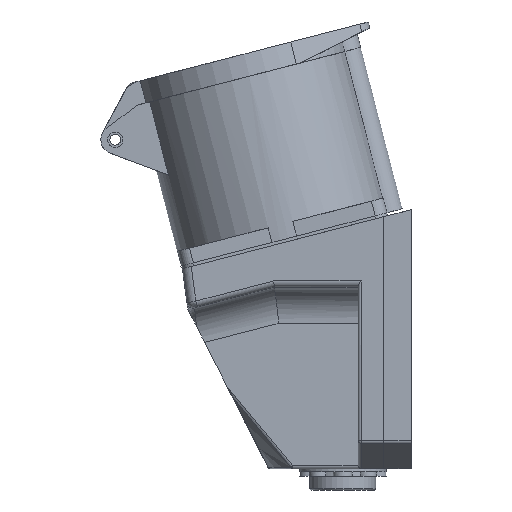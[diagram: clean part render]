
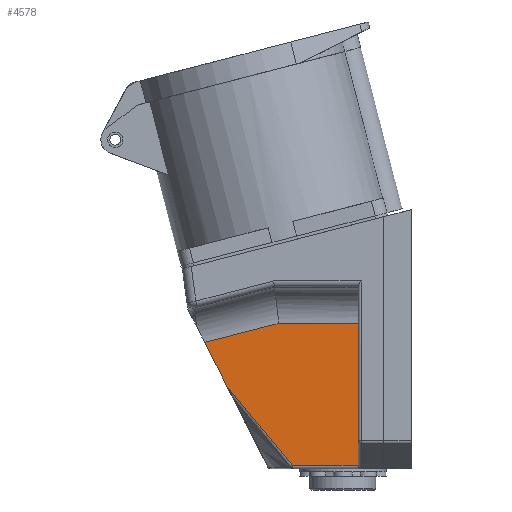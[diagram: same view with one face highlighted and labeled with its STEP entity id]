
A CAD part, left-side view. The second image highlights one B-rep face of the part: STEP entity #4578.
In plain terms, the highlighted planar face has unit normal (-1, 0, 0).
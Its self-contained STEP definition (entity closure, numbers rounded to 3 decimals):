
#279 = DIRECTION ( 'NONE',  ( 0., 1., 0. ) ) ;
#359 = VECTOR ( 'NONE', #4383, 1000. ) ;
#378 = PLANE ( 'NONE',  #14094 ) ;
#912 = ORIENTED_EDGE ( 'NONE', *, *, #1811, .F. ) ;
#1009 = DIRECTION ( 'NONE',  ( 0., -1., 0. ) ) ;
#1011 = CARTESIAN_POINT ( 'NONE',  ( -22.5, 60.83, -15.471 ) ) ;
#1811 = EDGE_CURVE ( 'NONE', #8843, #6069, #5843, .T. ) ;
#2031 = LINE ( 'NONE', #6682, #359 ) ;
#3649 = ORIENTED_EDGE ( 'NONE', *, *, #11362, .F. ) ;
#3839 = ORIENTED_EDGE ( 'NONE', *, *, #5135, .T. ) ;
#3923 = EDGE_CURVE ( 'NONE', #14927, #8414, #7528, .T. ) ;
#4094 = DIRECTION ( 'NONE',  ( 0., 0., 1. ) ) ;
#4356 = VERTEX_POINT ( 'NONE', #1011 ) ;
#4383 = DIRECTION ( 'NONE',  ( 0., 0., 1. ) ) ;
#4477 = ORIENTED_EDGE ( 'NONE', *, *, #3923, .F. ) ;
#4578 = ADVANCED_FACE ( 'NONE', ( #9604 ), #378, .T. ) ;
#4584 = VECTOR ( 'NONE', #10479, 1000. ) ;
#5135 = EDGE_CURVE ( 'NONE', #14927, #4356, #8168, .T. ) ;
#5137 = DIRECTION ( 'NONE',  ( 0., -0.968, 0.25 ) ) ;
#5532 = DIRECTION ( 'NONE',  ( 0., 0.638, 0.77 ) ) ;
#5545 = ORIENTED_EDGE ( 'NONE', *, *, #11359, .T. ) ;
#5843 = LINE ( 'NONE', #9501, #12847 ) ;
#6069 = VERTEX_POINT ( 'NONE', #10697 ) ;
#6292 = CARTESIAN_POINT ( 'NONE',  ( -22.5, 42.118, 5.631 ) ) ;
#6682 = CARTESIAN_POINT ( 'NONE',  ( -22.5, 17.5, -42.75 ) ) ;
#7324 = DIRECTION ( 'NONE',  ( -1., 0., 0. ) ) ;
#7528 = LINE ( 'NONE', #6292, #9444 ) ;
#7573 = EDGE_CURVE ( 'NONE', #8414, #8823, #9030, .T. ) ;
#8168 = LINE ( 'NONE', #13959, #4584 ) ;
#8414 = VERTEX_POINT ( 'NONE', #10538 ) ;
#8823 = VERTEX_POINT ( 'NONE', #12865 ) ;
#8843 = VERTEX_POINT ( 'NONE', #10200 ) ;
#9030 = LINE ( 'NONE', #11193, #12498 ) ;
#9051 = LINE ( 'NONE', #10205, #12796 ) ;
#9444 = VECTOR ( 'NONE', #5137, 1000. ) ;
#9501 = CARTESIAN_POINT ( 'NONE',  ( -22.5, 38.843, -41.75 ) ) ;
#9604 = FACE_OUTER_BOUND ( 'NONE', #14215, .T. ) ;
#10200 = CARTESIAN_POINT ( 'NONE',  ( -22.5, 17.5, -41.75 ) ) ;
#10205 = CARTESIAN_POINT ( 'NONE',  ( -22.5, 43.692, -36.172 ) ) ;
#10466 = ORIENTED_EDGE ( 'NONE', *, *, #7573, .F. ) ;
#10479 = DIRECTION ( 'NONE',  ( 0., -0.452, -0.892 ) ) ;
#10538 = CARTESIAN_POINT ( 'NONE',  ( -22.5, 43.594, 5.25 ) ) ;
#10697 = CARTESIAN_POINT ( 'NONE',  ( -22.5, 39.074, -41.75 ) ) ;
#11193 = CARTESIAN_POINT ( 'NONE',  ( -22.5, 17.5, 5.25 ) ) ;
#11359 = EDGE_CURVE ( 'NONE', #8843, #8823, #2031, .T. ) ;
#11362 = EDGE_CURVE ( 'NONE', #6069, #4356, #9051, .T. ) ;
#12498 = VECTOR ( 'NONE', #1009, 1000. ) ;
#12796 = VECTOR ( 'NONE', #5532, 1000. ) ;
#12847 = VECTOR ( 'NONE', #279, 1000. ) ;
#12865 = CARTESIAN_POINT ( 'NONE',  ( -22.5, 17.5, 5.25 ) ) ;
#12993 = CARTESIAN_POINT ( 'NONE',  ( -22.5, 68.123, -1.085 ) ) ;
#13357 = CARTESIAN_POINT ( 'NONE',  ( -22.5, 0., 0. ) ) ;
#13959 = CARTESIAN_POINT ( 'NONE',  ( -22.5, 73.679, 9.873 ) ) ;
#14094 = AXIS2_PLACEMENT_3D ( 'NONE', #13357, #7324, #4094 ) ;
#14215 = EDGE_LOOP ( 'NONE', ( #912, #5545, #10466, #4477, #3839, #3649 ) ) ;
#14927 = VERTEX_POINT ( 'NONE', #12993 ) ;
